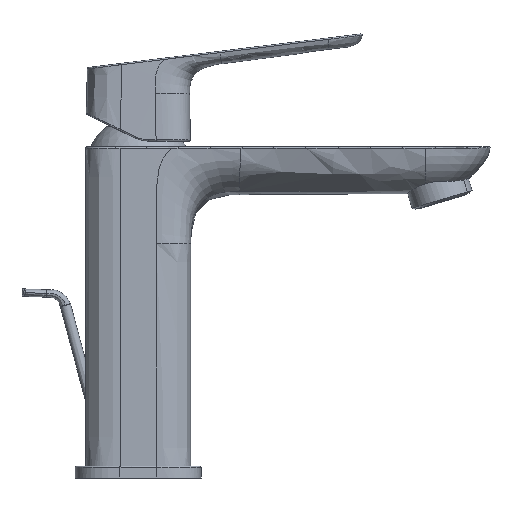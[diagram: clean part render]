
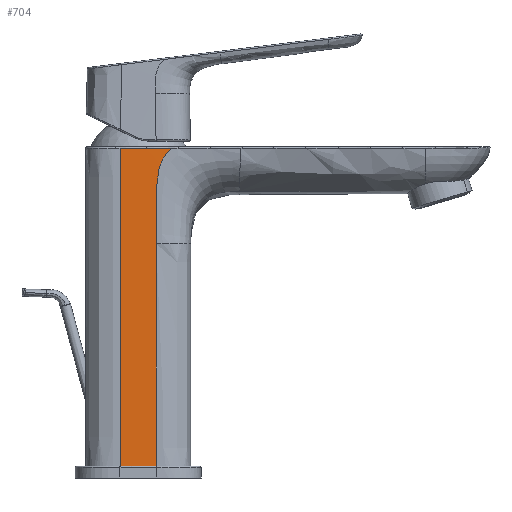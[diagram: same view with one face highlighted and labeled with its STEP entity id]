
A CAD part, front view. The second image highlights one B-rep face of the part: STEP entity #704.
In plain terms, the highlighted cylindrical face has radius 1782.49 mm (diameter 3564.97 mm), a partial arc.
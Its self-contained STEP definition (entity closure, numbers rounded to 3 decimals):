
#25=LINE('',#6695,#164);
#102=CYLINDRICAL_SURFACE('',#14256,1782.486);
#164=VECTOR('',#14435,84.706);
#377=B_SPLINE_CURVE_WITH_KNOTS('',3,(#6142,#6143,#6144,#6139),.UNSPECIFIED.,.F.,.U.,(4,4),(0.,1.),.UNSPECIFIED.);
#379=B_SPLINE_CURVE_WITH_KNOTS('',3,(#6192,#6193,#6194,#6142),.UNSPECIFIED.,.F.,.U.,(4,4),(0.,1.),.UNSPECIFIED.);
#390=B_SPLINE_CURVE_WITH_KNOTS('',3,(#6192,#6696,#6697,#6698,#6699,#6700,#6701,#6702,#6703,#6704,#6705,#6706,#6707,#6708,#6709,#6710,#6711,#6712,#6713,#6714,#6715,#6716,#6717,#6718,#6719,#6720,#6721,#6722,#6723,#6724,#6725,#6726,#6727,#6728,#6729,#6730,#6731,#6732,#6733,#6734,#6735,#6736,#6737,#6738,#6739,#6740,#6695),.UNSPECIFIED.,.F.,.U.,(4,1,1,1,1,1,1,1,1,1,1,1,1,1,1,1,1,1,1,1,1,1,1,1,1,1,1,1,1,1,1,1,1,1,1,1,1,1,1,1,1,1,1,1,4),(0.,0.013,0.025,0.038,0.05,0.063,0.075,0.088,0.1,0.113,0.125,0.138,0.15,0.163,0.176,0.188,0.201,0.213,0.226,0.238,0.251,0.263,0.276,0.288,0.301,0.313,0.326,0.338,0.351,0.363,0.375,0.388,0.4,0.413,0.425,0.438,0.45,0.463,0.475,0.488,0.5,0.625,0.75,0.875,1.),.UNSPECIFIED.);
#437=B_SPLINE_CURVE_WITH_KNOTS('',3,(#6139,#8121,#8122,#8108),.UNSPECIFIED.,.F.,.U.,(4,4),(0.,1.),.UNSPECIFIED.);
#704=ADVANCED_FACE('extract',(#894),#102,.T.);
#894=FACE_OUTER_BOUND('',#2981,.T.);
#1283=ORIENTED_EDGE('',*,*,#2175,.T.);
#1284=ORIENTED_EDGE('',*,*,#2176,.T.);
#1285=ORIENTED_EDGE('',*,*,#2177,.F.);
#1286=ORIENTED_EDGE('',*,*,#2126,.F.);
#1287=ORIENTED_EDGE('',*,*,#2103,.T.);
#1288=ORIENTED_EDGE('',*,*,#2101,.T.);
#2101=EDGE_CURVE('40',#2667,#2666,#377,.T.);
#2103=EDGE_CURVE('39',#2668,#2667,#379,.T.);
#2126=EDGE_CURVE('38',#2668,#2684,#390,.T.);
#2175=EDGE_CURVE('36',#2666,#2722,#437,.T.);
#2176=EDGE_CURVE('37',#2722,#2723,#2543,.T.);
#2177=EDGE_CURVE('33',#2684,#2723,#25,.T.);
#2543=CIRCLE('',#14257,1775.727);
#2666=VERTEX_POINT('29',#6139);
#2667=VERTEX_POINT('32',#6142);
#2668=VERTEX_POINT('31',#6192);
#2684=VERTEX_POINT('27',#6695);
#2722=VERTEX_POINT('30',#8108);
#2723=VERTEX_POINT('28',#8124);
#2981=EDGE_LOOP('',(#1283,#1284,#1285,#1286,#1287,#1288));
#6139=CARTESIAN_POINT('',(-6.893,-19.986,126.668));
#6142=CARTESIAN_POINT('',(3.061,-19.997,126.668));
#6143=CARTESIAN_POINT('',(-0.257,-20.003,126.668));
#6144=CARTESIAN_POINT('',(-3.575,-19.999,126.668));
#6192=CARTESIAN_POINT('',(13.361,-19.95,126.669));
#6193=CARTESIAN_POINT('',(9.928,-19.975,126.669));
#6194=CARTESIAN_POINT('',(6.494,-19.991,126.669));
#6695=CARTESIAN_POINT('',(6.893,-19.986,90.206));
#6696=CARTESIAN_POINT('',(13.224,-19.951,126.585));
#6697=CARTESIAN_POINT('',(12.95,-19.953,126.418));
#6698=CARTESIAN_POINT('',(12.553,-19.956,126.146));
#6699=CARTESIAN_POINT('',(12.167,-19.958,125.856));
#6700=CARTESIAN_POINT('',(11.795,-19.961,125.549));
#6701=CARTESIAN_POINT('',(11.439,-19.963,125.224));
#6702=CARTESIAN_POINT('',(11.098,-19.965,124.882));
#6703=CARTESIAN_POINT('',(10.775,-19.967,124.524));
#6704=CARTESIAN_POINT('',(10.468,-19.969,124.151));
#6705=CARTESIAN_POINT('',(10.179,-19.97,123.764));
#6706=CARTESIAN_POINT('',(9.907,-19.972,123.365));
#6707=CARTESIAN_POINT('',(9.653,-19.973,122.955));
#6708=CARTESIAN_POINT('',(9.416,-19.975,122.535));
#6709=CARTESIAN_POINT('',(9.195,-19.976,122.106));
#6710=CARTESIAN_POINT('',(8.991,-19.977,121.67));
#6711=CARTESIAN_POINT('',(8.802,-19.978,121.226));
#6712=CARTESIAN_POINT('',(8.627,-19.979,120.777));
#6713=CARTESIAN_POINT('',(8.467,-19.979,120.322));
#6714=CARTESIAN_POINT('',(8.319,-19.98,119.863));
#6715=CARTESIAN_POINT('',(8.183,-19.981,119.401));
#6716=CARTESIAN_POINT('',(8.059,-19.981,118.935));
#6717=CARTESIAN_POINT('',(7.945,-19.982,118.468));
#6718=CARTESIAN_POINT('',(7.84,-19.982,117.998));
#6719=CARTESIAN_POINT('',(7.744,-19.983,117.528));
#6720=CARTESIAN_POINT('',(7.656,-19.983,117.057));
#6721=CARTESIAN_POINT('',(7.576,-19.983,116.584));
#6722=CARTESIAN_POINT('',(7.503,-19.984,116.111));
#6723=CARTESIAN_POINT('',(7.437,-19.984,115.637));
#6724=CARTESIAN_POINT('',(7.376,-19.984,115.163));
#6725=CARTESIAN_POINT('',(7.322,-19.984,114.687));
#6726=CARTESIAN_POINT('',(7.272,-19.985,114.211));
#6727=CARTESIAN_POINT('',(7.227,-19.985,113.735));
#6728=CARTESIAN_POINT('',(7.186,-19.985,113.258));
#6729=CARTESIAN_POINT('',(7.15,-19.985,112.78));
#6730=CARTESIAN_POINT('',(7.117,-19.985,112.302));
#6731=CARTESIAN_POINT('',(7.087,-19.985,111.824));
#6732=CARTESIAN_POINT('',(7.061,-19.985,111.346));
#6733=CARTESIAN_POINT('',(7.038,-19.986,110.867));
#6734=CARTESIAN_POINT('',(7.017,-19.986,110.389));
#6735=CARTESIAN_POINT('',(6.998,-19.986,109.91));
#6736=CARTESIAN_POINT('',(6.933,-19.986,107.989));
#6737=CARTESIAN_POINT('',(6.892,-19.986,104.625));
#6738=CARTESIAN_POINT('',(6.892,-19.986,99.819));
#6739=CARTESIAN_POINT('',(6.893,-19.986,95.012));
#6740=CARTESIAN_POINT('',(6.893,-19.986,91.808));
#8108=CARTESIAN_POINT('',(-6.894,-19.986,5.5));
#8121=CARTESIAN_POINT('',(-6.893,-19.987,86.279));
#8122=CARTESIAN_POINT('',(-6.894,-19.987,45.889));
#8123=CARTESIAN_POINT('',(-0.036,1762.487,5.5));
#8124=CARTESIAN_POINT('',(6.893,-19.986,5.5));
#8125=CARTESIAN_POINT('',(-0.023,1755.727,5.5));
#14256=AXIS2_PLACEMENT_3D('',#8123,#14404,#14433);
#14257=AXIS2_PLACEMENT_3D('',#8125,#14404,#14434);
#14404=DIRECTION('',(0.,0.,1.));
#14433=DIRECTION('',(-0.004,-1.,0.));
#14434=DIRECTION('',(-0.004,-1.,0.));
#14435=DIRECTION('',(0.,0.,-1.));
